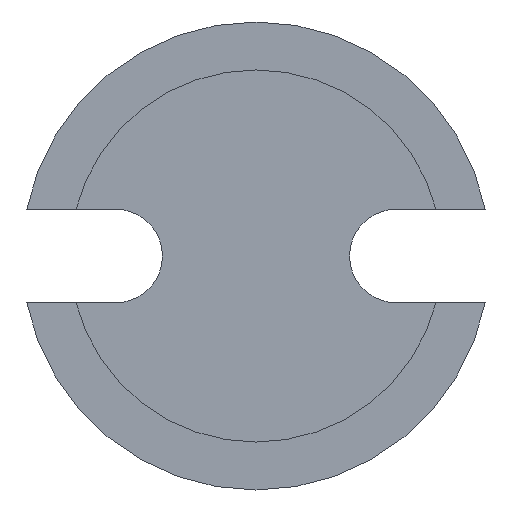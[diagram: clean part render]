
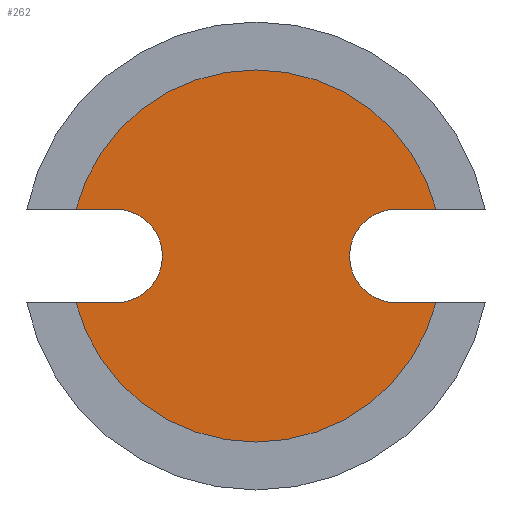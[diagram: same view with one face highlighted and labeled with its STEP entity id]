
A CAD part, front view. The second image highlights one B-rep face of the part: STEP entity #262.
In plain terms, the highlighted planar face has unit normal (0, -1, 0).
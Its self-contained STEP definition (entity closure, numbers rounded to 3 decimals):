
#34=FACE_OUTER_BOUND('',#48,.T.);
#48=EDGE_LOOP('',(#233,#234,#235,#236,#237,#238,#239,#240));
#63=LINE('',#431,#87);
#66=LINE('',#439,#90);
#69=LINE('',#447,#93);
#72=LINE('',#454,#96);
#87=VECTOR('',#351,10.);
#90=VECTOR('',#360,10.);
#93=VECTOR('',#369,10.);
#96=VECTOR('',#378,10.);
#105=CIRCLE('',#291,7.95);
#106=CIRCLE('',#294,2.);
#107=CIRCLE('',#297,7.95);
#108=CIRCLE('',#300,2.);
#125=VERTEX_POINT('',#424);
#126=VERTEX_POINT('',#426);
#127=VERTEX_POINT('',#430);
#128=VERTEX_POINT('',#434);
#129=VERTEX_POINT('',#438);
#130=VERTEX_POINT('',#442);
#131=VERTEX_POINT('',#446);
#132=VERTEX_POINT('',#450);
#154=EDGE_CURVE('',#126,#125,#105,.T.);
#156=EDGE_CURVE('',#127,#126,#63,.T.);
#158=EDGE_CURVE('',#128,#127,#106,.T.);
#160=EDGE_CURVE('',#129,#128,#66,.T.);
#162=EDGE_CURVE('',#130,#129,#107,.T.);
#164=EDGE_CURVE('',#131,#130,#69,.T.);
#166=EDGE_CURVE('',#132,#131,#108,.T.);
#168=EDGE_CURVE('',#125,#132,#72,.T.);
#233=ORIENTED_EDGE('',*,*,#168,.T.);
#234=ORIENTED_EDGE('',*,*,#166,.T.);
#235=ORIENTED_EDGE('',*,*,#164,.T.);
#236=ORIENTED_EDGE('',*,*,#162,.T.);
#237=ORIENTED_EDGE('',*,*,#160,.T.);
#238=ORIENTED_EDGE('',*,*,#158,.T.);
#239=ORIENTED_EDGE('',*,*,#156,.T.);
#240=ORIENTED_EDGE('',*,*,#154,.T.);
#248=PLANE('',#302);
#262=ADVANCED_FACE('',(#34),#248,.F.);
#291=AXIS2_PLACEMENT_3D('',#427,#346,#347);
#294=AXIS2_PLACEMENT_3D('',#435,#355,#356);
#297=AXIS2_PLACEMENT_3D('',#443,#364,#365);
#300=AXIS2_PLACEMENT_3D('',#451,#373,#374);
#302=AXIS2_PLACEMENT_3D('',#455,#379,#380);
#346=DIRECTION('center_axis',(0.,-1.,0.));
#347=DIRECTION('ref_axis',(1.,0.,0.));
#351=DIRECTION('',(-1.,0.,0.));
#355=DIRECTION('center_axis',(0.,1.,0.));
#356=DIRECTION('ref_axis',(1.,0.,0.));
#360=DIRECTION('',(1.,0.,0.));
#364=DIRECTION('center_axis',(0.,-1.,0.));
#365=DIRECTION('ref_axis',(1.,0.,0.));
#369=DIRECTION('',(1.,0.,0.));
#373=DIRECTION('center_axis',(0.,1.,0.));
#374=DIRECTION('ref_axis',(-1.,0.,0.));
#378=DIRECTION('',(-1.,0.,0.));
#379=DIRECTION('center_axis',(0.,1.,0.));
#380=DIRECTION('ref_axis',(1.,0.,0.));
#424=CARTESIAN_POINT('',(7.694,-2.,-2.));
#426=CARTESIAN_POINT('',(-7.694,-2.,-2.));
#427=CARTESIAN_POINT('Origin',(0.,-2.,0.));
#430=CARTESIAN_POINT('',(-6.,-2.,-2.));
#431=CARTESIAN_POINT('',(-6.,-2.,-2.));
#434=CARTESIAN_POINT('',(-6.,-2.,2.));
#435=CARTESIAN_POINT('Origin',(-6.,-2.,0.));
#438=CARTESIAN_POINT('',(-7.694,-2.,2.));
#439=CARTESIAN_POINT('',(-6.,-2.,2.));
#442=CARTESIAN_POINT('',(7.694,-2.,2.));
#443=CARTESIAN_POINT('Origin',(0.,-2.,0.));
#446=CARTESIAN_POINT('',(6.,-2.,2.));
#447=CARTESIAN_POINT('',(6.,-2.,2.));
#450=CARTESIAN_POINT('',(6.,-2.,-2.));
#451=CARTESIAN_POINT('Origin',(6.,-2.,0.));
#454=CARTESIAN_POINT('',(6.,-2.,-2.));
#455=CARTESIAN_POINT('Origin',(0.,-2.,0.));
